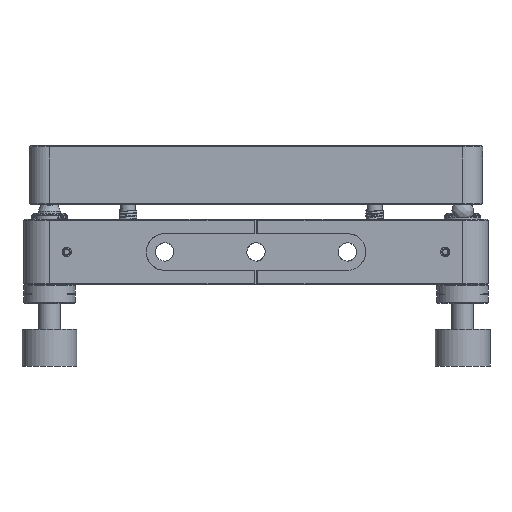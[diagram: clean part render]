
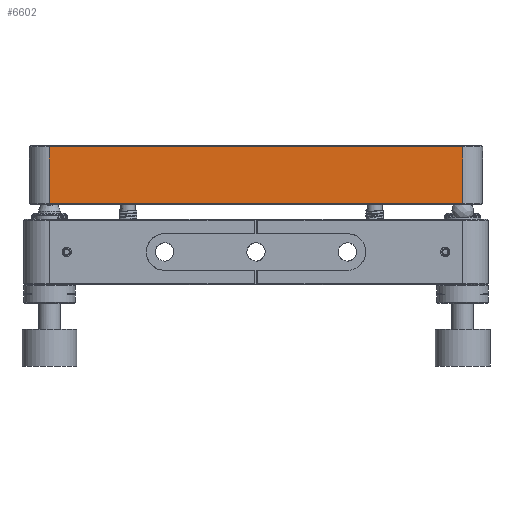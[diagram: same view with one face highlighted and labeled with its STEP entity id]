
A CAD part, front view. The second image highlights one B-rep face of the part: STEP entity #6602.
In plain terms, the highlighted planar face has unit normal (0, 1, 0).
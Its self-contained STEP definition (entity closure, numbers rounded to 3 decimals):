
#157 = CARTESIAN_POINT ( 'NONE',  ( 56.5, -62., 28.745 ) ) ;
#629 = DIRECTION ( 'NONE',  ( 0., 0., 1. ) ) ;
#816 = VECTOR ( 'NONE', #629, 1000. ) ;
#1002 = DIRECTION ( 'NONE',  ( 0., 0., -1. ) ) ;
#1484 = VECTOR ( 'NONE', #8058, 1000. ) ;
#2527 = EDGE_CURVE ( 'NONE', #17471, #17884, #17743, .T. ) ;
#3623 = CARTESIAN_POINT ( 'NONE',  ( -56.5, -62., 28.995 ) ) ;
#3955 = LINE ( 'NONE', #16075, #4431 ) ;
#4431 = VECTOR ( 'NONE', #6415, 1000. ) ;
#4708 = DIRECTION ( 'NONE',  ( -1., 0., 0. ) ) ;
#5029 = PLANE ( 'NONE',  #21018 ) ;
#5443 = CARTESIAN_POINT ( 'NONE',  ( -56.5, -62., 28.745 ) ) ;
#5457 = LINE ( 'NONE', #3623, #816 ) ;
#6415 = DIRECTION ( 'NONE',  ( 1., 0., 0. ) ) ;
#6602 = ADVANCED_FACE ( 'NONE', ( #13075 ), #5029, .T. ) ;
#6890 = EDGE_CURVE ( 'NONE', #17471, #10104, #5457, .T. ) ;
#8058 = DIRECTION ( 'NONE',  ( 1., 0., 0. ) ) ;
#8135 = CARTESIAN_POINT ( 'NONE',  ( -56.5, -62., 13.245 ) ) ;
#10104 = VERTEX_POINT ( 'NONE', #5443 ) ;
#10276 = CARTESIAN_POINT ( 'NONE',  ( 56.5, -62., 13.245 ) ) ;
#12237 = EDGE_LOOP ( 'NONE', ( #12362, #13451, #16908, #15172 ) ) ;
#12362 = ORIENTED_EDGE ( 'NONE', *, *, #2527, .F. ) ;
#12484 = CARTESIAN_POINT ( 'NONE',  ( 56.5, -62., 28.995 ) ) ;
#12692 = CARTESIAN_POINT ( 'NONE',  ( -62., -62., 13.245 ) ) ;
#13075 = FACE_OUTER_BOUND ( 'NONE', #12237, .T. ) ;
#13451 = ORIENTED_EDGE ( 'NONE', *, *, #6890, .T. ) ;
#14477 = CARTESIAN_POINT ( 'NONE',  ( -62., -62., 28.995 ) ) ;
#15005 = VERTEX_POINT ( 'NONE', #157 ) ;
#15172 = ORIENTED_EDGE ( 'NONE', *, *, #15317, .T. ) ;
#15317 = EDGE_CURVE ( 'NONE', #15005, #17884, #18719, .T. ) ;
#16075 = CARTESIAN_POINT ( 'NONE',  ( -62., -62., 28.745 ) ) ;
#16908 = ORIENTED_EDGE ( 'NONE', *, *, #21048, .T. ) ;
#17471 = VERTEX_POINT ( 'NONE', #8135 ) ;
#17743 = LINE ( 'NONE', #12692, #1484 ) ;
#17750 = VECTOR ( 'NONE', #1002, 1000. ) ;
#17884 = VERTEX_POINT ( 'NONE', #10276 ) ;
#18719 = LINE ( 'NONE', #12484, #17750 ) ;
#19734 = DIRECTION ( 'NONE',  ( 0., 1., 0. ) ) ;
#21018 = AXIS2_PLACEMENT_3D ( 'NONE', #14477, #19734, #4708 ) ;
#21048 = EDGE_CURVE ( 'NONE', #10104, #15005, #3955, .T. ) ;
